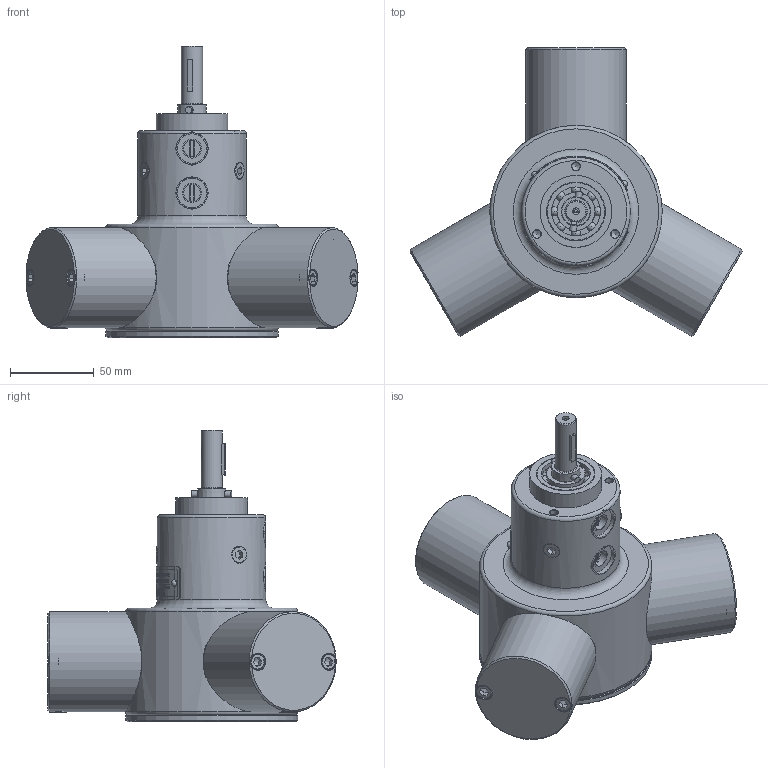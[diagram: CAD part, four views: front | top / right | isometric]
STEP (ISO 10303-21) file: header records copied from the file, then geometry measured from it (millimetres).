
FILE_DESCRIPTION(/* description */ (''),/* implementation_level */ '2;1');
FILE_NAME(/* name */ '970.35.A.stp',/* time_stamp */ '2023-02-21T09:07:09Z',/* author */ ('mark.aspinell'),/* organization */ (''),/* preprocessor_version */ 'ST-DEVELOPER v19.2',/* originating_system */ 'Autodesk Inventor 2023',/* authorisation */ '');
FILE_SCHEMA (('AUTOMOTIVE_DESIGN { 1 0 10303 214 3 1 1 }'));
Length unit declared in the file: millimetre
Products named in the file (1): Part1
Bounding box: 198.6 x 172.48 x 174.55 mm (x, y, z)
Volume: 969185.2 mm3; surface area: 302204.3 mm2
Topology: 72 solids, 72 shells, 2351 faces, 6096 edges, 4010 vertices
Faces by surface type: plane 948, bspline 651, cylinder 440, cone 187, torus 101, sphere 24
Full cylindrical faces by diameter (mm): 2 x4, 2.2 x2, 2.4 x2, 3.242 x6, 4 x7, 4.3 x6, 4.917 x14, 6 x10, 6.2 x6, 6.5 x8, 6.647 x1, 7.8 x6, 8 x16, 8.4 x1, 8.566 x4, 9 x1, 10 x8, 10.2 x6, 11.3 x2, 11.445 x2, 11.63 x1, 12 x11, 12.7 x1, 16 x3, 17 x6, 17.6 x2, 18 x2, 19 x2, 19.75 x1, 20 x3
Entity records: 93446 total; most frequent: CARTESIAN_POINT 36935, ORIENTED_EDGE 12056, DIRECTION 9464, EDGE_CURVE 6028, VERTEX_POINT 4034, AXIS2_PLACEMENT_3D 3387, EDGE_LOOP 2732, LINE 2690
